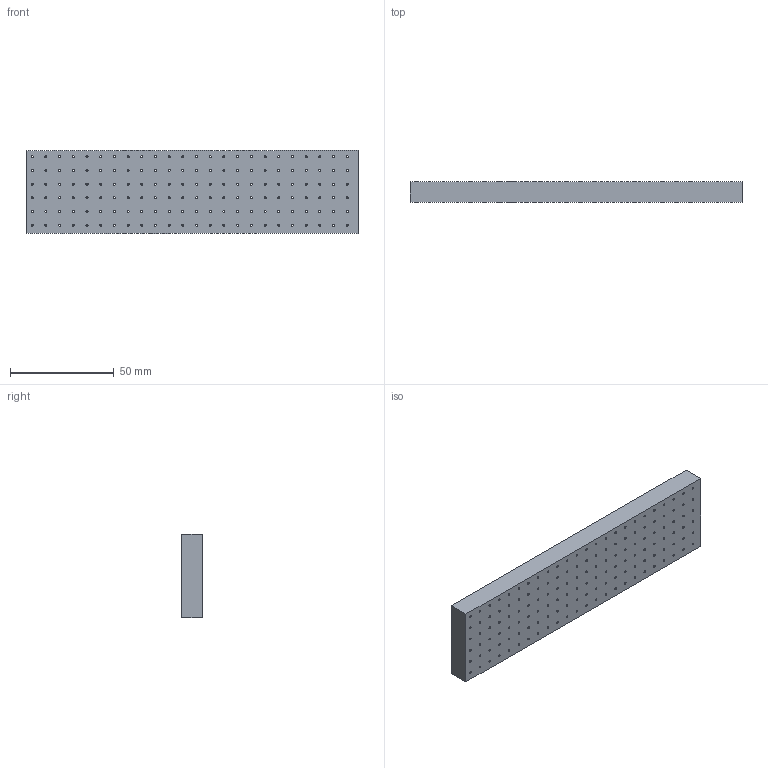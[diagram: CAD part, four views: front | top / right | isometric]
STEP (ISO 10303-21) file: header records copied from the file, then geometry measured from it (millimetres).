
FILE_DESCRIPTION((''),'2;1');
FILE_NAME('PROTOBOARD','2025-05-26T20:41:18',('t-gamer'),(''),'CREO PARAMETRIC BY PTC INC, 2024063','CREO PARAMETRIC BY PTC INC, 2024063','');
FILE_SCHEMA(('CONFIG_CONTROL_DESIGN'));
Length unit declared in the file: millimetre
Products named in the file (1): PROTOBOARD
Bounding box: 160 x 10 x 40 mm (x, y, z)
Volume: 62869 mm3; surface area: 21097.7 mm2
Topology: 1 solids, 1 shells, 294 faces, 876 edges, 584 vertices
Faces by surface type: cylinder 288, plane 6
Entity records: 10850 total; most frequent: DIRECTION 2040, CARTESIAN_POINT 1754, ORIENTED_EDGE 1752, EDGE_CURVE 876, AXIS2_PLACEMENT_3D 870, VERTEX_POINT 584, EDGE_LOOP 582, CIRCLE 576
